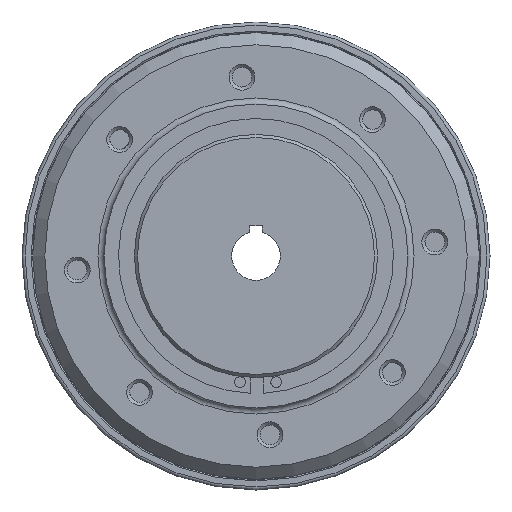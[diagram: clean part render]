
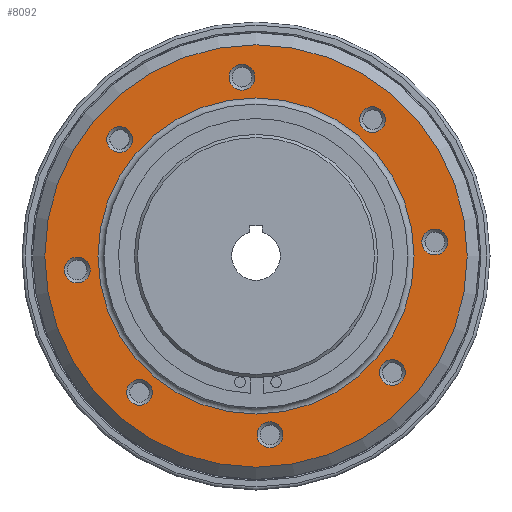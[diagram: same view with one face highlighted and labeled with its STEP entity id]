
A CAD part, left-side view. The second image highlights one B-rep face of the part: STEP entity #8092.
In plain terms, the highlighted planar face has unit normal (-1, 0, 0).
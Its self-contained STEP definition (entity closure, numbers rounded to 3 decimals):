
#641=PLANE('',#9215);
#2252=ORIENTED_EDGE('',*,*,#4433,.T.);
#2253=ORIENTED_EDGE('',*,*,#4434,.T.);
#2254=ORIENTED_EDGE('',*,*,#4435,.T.);
#2255=ORIENTED_EDGE('',*,*,#4436,.T.);
#2256=ORIENTED_EDGE('',*,*,#4437,.T.);
#2257=ORIENTED_EDGE('',*,*,#4438,.T.);
#2258=ORIENTED_EDGE('',*,*,#4439,.T.);
#2259=ORIENTED_EDGE('',*,*,#4440,.T.);
#2260=ORIENTED_EDGE('',*,*,#4441,.T.);
#2261=ORIENTED_EDGE('',*,*,#4442,.T.);
#4433=EDGE_CURVE('',#5564,#5564,#6376,.F.);
#4434=EDGE_CURVE('',#5565,#5565,#6377,.T.);
#4435=EDGE_CURVE('',#5566,#5566,#6378,.T.);
#4436=EDGE_CURVE('',#5567,#5567,#6379,.T.);
#4437=EDGE_CURVE('',#5568,#5568,#6380,.T.);
#4438=EDGE_CURVE('',#5569,#5569,#6381,.T.);
#4439=EDGE_CURVE('',#5570,#5570,#6382,.T.);
#4440=EDGE_CURVE('',#5571,#5571,#6383,.T.);
#4441=EDGE_CURVE('',#5572,#5572,#6384,.T.);
#4442=EDGE_CURVE('',#5573,#5573,#6385,.T.);
#5564=VERTEX_POINT('',#12222);
#5565=VERTEX_POINT('',#12224);
#5566=VERTEX_POINT('',#12226);
#5567=VERTEX_POINT('',#12228);
#5568=VERTEX_POINT('',#12230);
#5569=VERTEX_POINT('',#12232);
#5570=VERTEX_POINT('',#12234);
#5571=VERTEX_POINT('',#12236);
#5572=VERTEX_POINT('',#12238);
#5573=VERTEX_POINT('',#12240);
#6376=CIRCLE('',#9216,34.75);
#6377=CIRCLE('',#9217,26.);
#6378=CIRCLE('',#9218,2.121);
#6379=CIRCLE('',#9219,2.121);
#6380=CIRCLE('',#9220,2.121);
#6381=CIRCLE('',#9221,2.121);
#6382=CIRCLE('',#9222,2.121);
#6383=CIRCLE('',#9223,2.121);
#6384=CIRCLE('',#9224,2.121);
#6385=CIRCLE('',#9225,2.121);
#6646=EDGE_LOOP('',(#2252));
#6647=EDGE_LOOP('',(#2253));
#6648=EDGE_LOOP('',(#2254));
#6649=EDGE_LOOP('',(#2255));
#6650=EDGE_LOOP('',(#2256));
#6651=EDGE_LOOP('',(#2257));
#6652=EDGE_LOOP('',(#2258));
#6653=EDGE_LOOP('',(#2259));
#6654=EDGE_LOOP('',(#2260));
#6655=EDGE_LOOP('',(#2261));
#7370=FACE_BOUND('',#6646,.T.);
#7371=FACE_BOUND('',#6647,.T.);
#7372=FACE_BOUND('',#6648,.T.);
#7373=FACE_BOUND('',#6649,.T.);
#7374=FACE_BOUND('',#6650,.T.);
#7375=FACE_BOUND('',#6651,.T.);
#7376=FACE_BOUND('',#6652,.T.);
#7377=FACE_BOUND('',#6653,.T.);
#7378=FACE_BOUND('',#6654,.T.);
#7379=FACE_BOUND('',#6655,.T.);
#8092=ADVANCED_FACE('',(#7370,#7371,#7372,#7373,#7374,#7375,#7376,#7377,
#7378,#7379),#641,.F.);
#9215=AXIS2_PLACEMENT_3D('',#12220,#10245,#10246);
#9216=AXIS2_PLACEMENT_3D('',#12221,#10247,#10248);
#9217=AXIS2_PLACEMENT_3D('',#12223,#10249,#10250);
#9218=AXIS2_PLACEMENT_3D('',#12225,#10251,#10252);
#9219=AXIS2_PLACEMENT_3D('',#12227,#10253,#10254);
#9220=AXIS2_PLACEMENT_3D('',#12229,#10255,#10256);
#9221=AXIS2_PLACEMENT_3D('',#12231,#10257,#10258);
#9222=AXIS2_PLACEMENT_3D('',#12233,#10259,#10260);
#9223=AXIS2_PLACEMENT_3D('',#12235,#10261,#10262);
#9224=AXIS2_PLACEMENT_3D('',#12237,#10263,#10264);
#9225=AXIS2_PLACEMENT_3D('',#12239,#10265,#10266);
#10245=DIRECTION('',(1.,0.,0.));
#10246=DIRECTION('',(0.,0.,-1.));
#10247=DIRECTION('',(1.,0.,0.));
#10248=DIRECTION('',(0.,0.,-1.));
#10249=DIRECTION('',(1.,0.,0.));
#10250=DIRECTION('',(0.,0.,-1.));
#10251=DIRECTION('',(1.,0.,0.));
#10252=DIRECTION('',(0.,0.,-1.));
#10253=DIRECTION('',(1.,0.,0.));
#10254=DIRECTION('',(0.,0.,-1.));
#10255=DIRECTION('',(1.,0.,0.));
#10256=DIRECTION('',(0.,0.,-1.));
#10257=DIRECTION('',(1.,0.,0.));
#10258=DIRECTION('',(0.,0.,-1.));
#10259=DIRECTION('',(1.,0.,0.));
#10260=DIRECTION('',(0.,0.,-1.));
#10261=DIRECTION('',(1.,0.,0.));
#10262=DIRECTION('',(0.,0.,-1.));
#10263=DIRECTION('',(1.,0.,0.));
#10264=DIRECTION('',(0.,0.,-1.));
#10265=DIRECTION('',(1.,0.,0.));
#10266=DIRECTION('',(0.,0.,-1.));
#12220=CARTESIAN_POINT('',(-0.5,0.,36.75));
#12221=CARTESIAN_POINT('',(-0.5,0.,0.));
#12222=CARTESIAN_POINT('',(-0.5,0.,-34.75));
#12223=CARTESIAN_POINT('',(-0.5,0.,0.));
#12224=CARTESIAN_POINT('',(-0.5,0.,-26.));
#12225=CARTESIAN_POINT('',(-0.5,29.409,-2.315));
#12226=CARTESIAN_POINT('',(-0.5,29.409,-4.436));
#12227=CARTESIAN_POINT('',(-0.5,22.432,19.159));
#12228=CARTESIAN_POINT('',(-0.5,22.432,17.038));
#12229=CARTESIAN_POINT('',(-0.5,2.315,29.409));
#12230=CARTESIAN_POINT('',(-0.5,2.315,27.288));
#12231=CARTESIAN_POINT('',(-0.5,-19.159,22.432));
#12232=CARTESIAN_POINT('',(-0.5,-19.159,20.311));
#12233=CARTESIAN_POINT('',(-0.5,-29.409,2.315));
#12234=CARTESIAN_POINT('',(-0.5,-29.409,0.194));
#12235=CARTESIAN_POINT('',(-0.5,19.159,-22.432));
#12236=CARTESIAN_POINT('',(-0.5,19.159,-24.553));
#12237=CARTESIAN_POINT('',(-0.5,-2.315,-29.409));
#12238=CARTESIAN_POINT('',(-0.5,-2.315,-31.53));
#12239=CARTESIAN_POINT('',(-0.5,-22.432,-19.159));
#12240=CARTESIAN_POINT('',(-0.5,-22.432,-21.28));
